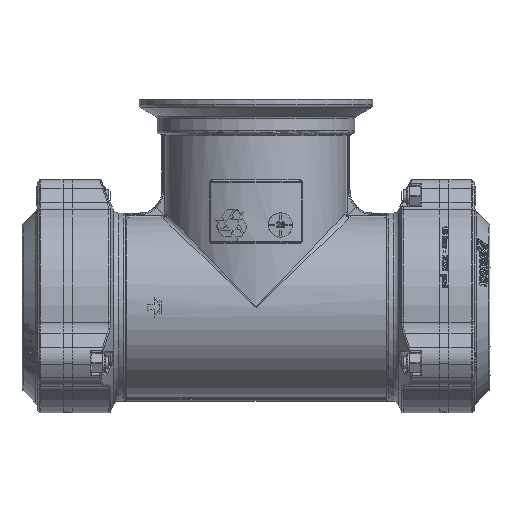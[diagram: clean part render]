
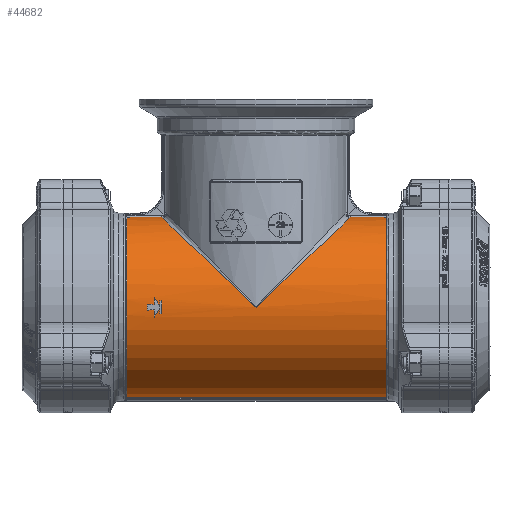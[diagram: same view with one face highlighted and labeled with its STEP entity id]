
A CAD part, front view. The second image highlights one B-rep face of the part: STEP entity #44682.
In plain terms, the highlighted cylindrical face has radius 59.533 mm (diameter 119.067 mm), a partial arc.
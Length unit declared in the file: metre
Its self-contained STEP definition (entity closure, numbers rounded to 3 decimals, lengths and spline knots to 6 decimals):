
#514=ELLIPSE('',#47328,1.157897,0.059533);
#515=ELLIPSE('',#47332,1.253917,0.059533);
#516=ELLIPSE('',#47336,0.069491,0.059533);
#517=ELLIPSE('',#47346,0.069491,0.059533);
#523=ELLIPSE('',#47427,0.08634,0.059533);
#524=ELLIPSE('',#47428,0.08634,0.059533);
#836=CYLINDRICAL_SURFACE('',#47425,0.059533);
#1344=FACE_BOUND('',#12713,.T.);
#1805=LINE('',#67251,#4382);
#1808=LINE('',#67259,#4385);
#1811=LINE('',#67270,#4388);
#1939=LINE('',#68765,#4516);
#1940=LINE('',#68769,#4517);
#4382=VECTOR('',#51453,0.001225);
#4385=VECTOR('',#51462,0.001225);
#4388=VECTOR('',#51477,0.171107);
#4516=VECTOR('',#51761,0.023899);
#4517=VECTOR('',#51766,0.022899);
#10155=FACE_OUTER_BOUND('',#12712,.T.);
#12712=EDGE_LOOP('',(#29804,#29805,#29806,#29807,#29808,#29809,#29810));
#12713=EDGE_LOOP('',(#29811,#29812,#29813,#29814,#29815,#29816,#29817,#29818,
#29819,#29820,#29821,#29822));
#15257=CIRCLE('',#47326,0.059533);
#15258=CIRCLE('',#47330,0.059533);
#15259=CIRCLE('',#47334,0.059533);
#15260=CIRCLE('',#47338,0.059533);
#15261=CIRCLE('',#47341,0.059533);
#15262=CIRCLE('',#47344,0.059533);
#15266=CIRCLE('',#47352,0.059533);
#15304=CIRCLE('',#47426,0.059533);
#17146=VERTEX_POINT('',#63806);
#17263=VERTEX_POINT('',#66454);
#17361=VERTEX_POINT('',#67220);
#17362=VERTEX_POINT('',#67222);
#17363=VERTEX_POINT('',#67226);
#17364=VERTEX_POINT('',#67230);
#17365=VERTEX_POINT('',#67234);
#17366=VERTEX_POINT('',#67238);
#17367=VERTEX_POINT('',#67242);
#17368=VERTEX_POINT('',#67246);
#17369=VERTEX_POINT('',#67250);
#17370=VERTEX_POINT('',#67254);
#17371=VERTEX_POINT('',#67258);
#17372=VERTEX_POINT('',#67262);
#17373=VERTEX_POINT('',#67268);
#17374=VERTEX_POINT('',#67272);
#17526=VERTEX_POINT('',#68762);
#17527=VERTEX_POINT('',#68764);
#17528=VERTEX_POINT('',#68767);
#21981=EDGE_CURVE('',#17361,#17362,#15257,.T.);
#21983=EDGE_CURVE('',#17362,#17363,#514,.T.);
#21985=EDGE_CURVE('',#17363,#17364,#15258,.T.);
#21987=EDGE_CURVE('',#17364,#17365,#515,.T.);
#21989=EDGE_CURVE('',#17365,#17366,#15259,.T.);
#21991=EDGE_CURVE('',#17366,#17367,#516,.T.);
#21993=EDGE_CURVE('',#17367,#17368,#15260,.T.);
#21995=EDGE_CURVE('',#17368,#17369,#1805,.T.);
#21997=EDGE_CURVE('',#17369,#17370,#15261,.T.);
#21999=EDGE_CURVE('',#17370,#17371,#1808,.F.);
#22001=EDGE_CURVE('',#17371,#17372,#15262,.T.);
#22003=EDGE_CURVE('',#17372,#17361,#517,.T.);
#22005=EDGE_CURVE('',#17263,#17373,#1811,.T.);
#22008=EDGE_CURVE('',#17374,#17263,#15266,.T.);
#22251=EDGE_CURVE('',#17373,#17526,#15304,.T.);
#22252=EDGE_CURVE('',#17526,#17527,#1939,.F.);
#22253=EDGE_CURVE('',#17527,#17146,#523,.F.);
#22254=EDGE_CURVE('',#17146,#17528,#524,.T.);
#22255=EDGE_CURVE('',#17528,#17374,#1940,.F.);
#29804=ORIENTED_EDGE('',*,*,#22005,.T.);
#29805=ORIENTED_EDGE('',*,*,#22251,.T.);
#29806=ORIENTED_EDGE('',*,*,#22252,.T.);
#29807=ORIENTED_EDGE('',*,*,#22253,.T.);
#29808=ORIENTED_EDGE('',*,*,#22254,.T.);
#29809=ORIENTED_EDGE('',*,*,#22255,.T.);
#29810=ORIENTED_EDGE('',*,*,#22008,.T.);
#29811=ORIENTED_EDGE('',*,*,#22003,.F.);
#29812=ORIENTED_EDGE('',*,*,#22001,.F.);
#29813=ORIENTED_EDGE('',*,*,#21999,.F.);
#29814=ORIENTED_EDGE('',*,*,#21997,.F.);
#29815=ORIENTED_EDGE('',*,*,#21995,.F.);
#29816=ORIENTED_EDGE('',*,*,#21993,.F.);
#29817=ORIENTED_EDGE('',*,*,#21991,.F.);
#29818=ORIENTED_EDGE('',*,*,#21989,.F.);
#29819=ORIENTED_EDGE('',*,*,#21987,.F.);
#29820=ORIENTED_EDGE('',*,*,#21985,.F.);
#29821=ORIENTED_EDGE('',*,*,#21983,.F.);
#29822=ORIENTED_EDGE('',*,*,#21981,.F.);
#44682=ADVANCED_FACE('',(#10155,#1344),#836,.T.);
#47326=AXIS2_PLACEMENT_3D('',#67223,#51418,#51419);
#47328=AXIS2_PLACEMENT_3D('',#67227,#51423,#51424);
#47330=AXIS2_PLACEMENT_3D('',#67231,#51428,#51429);
#47332=AXIS2_PLACEMENT_3D('',#67235,#51433,#51434);
#47334=AXIS2_PLACEMENT_3D('',#67239,#51438,#51439);
#47336=AXIS2_PLACEMENT_3D('',#67243,#51443,#51444);
#47338=AXIS2_PLACEMENT_3D('',#67247,#51448,#51449);
#47341=AXIS2_PLACEMENT_3D('',#67255,#51457,#51458);
#47344=AXIS2_PLACEMENT_3D('',#67263,#51466,#51467);
#47346=AXIS2_PLACEMENT_3D('',#67266,#51471,#51472);
#47352=AXIS2_PLACEMENT_3D('',#67276,#51484,#51485);
#47425=AXIS2_PLACEMENT_3D('',#68761,#51757,#51758);
#47426=AXIS2_PLACEMENT_3D('',#68763,#51759,#51760);
#47427=AXIS2_PLACEMENT_3D('',#68766,#51762,#51763);
#47428=AXIS2_PLACEMENT_3D('',#68768,#51764,#51765);
#51418=DIRECTION('center_axis',(1.,0.,0.));
#51419=DIRECTION('ref_axis',(0.,0.,1.));
#51423=DIRECTION('center_axis',(-0.051,0.,
-0.999));
#51424=DIRECTION('ref_axis',(0.999,0.,-0.051));
#51428=DIRECTION('center_axis',(1.,0.,0.));
#51429=DIRECTION('ref_axis',(0.,0.,
1.));
#51433=DIRECTION('center_axis',(-0.047,0.,
0.999));
#51434=DIRECTION('ref_axis',(0.999,0.,0.047));
#51438=DIRECTION('center_axis',(1.,0.,0.));
#51439=DIRECTION('ref_axis',(0.,0.,
1.));
#51443=DIRECTION('center_axis',(-0.857,0.,
0.516));
#51444=DIRECTION('ref_axis',(0.516,0.,0.857));
#51448=DIRECTION('center_axis',(1.,0.,0.));
#51449=DIRECTION('ref_axis',(0.,0.,
1.));
#51453=DIRECTION('',(1.,0.,0.));
#51457=DIRECTION('center_axis',(-1.,0.,0.));
#51458=DIRECTION('ref_axis',(0.,0.,-1.));
#51462=DIRECTION('',(1.,0.,0.));
#51466=DIRECTION('center_axis',(1.,0.,0.));
#51467=DIRECTION('ref_axis',(0.,0.,
1.));
#51471=DIRECTION('center_axis',(-0.857,0.,
-0.516));
#51472=DIRECTION('ref_axis',(0.516,0.,-0.857));
#51477=DIRECTION('',(1.,0.,0.));
#51484=DIRECTION('center_axis',(1.,0.,0.));
#51485=DIRECTION('ref_axis',(0.,1.,0.));
#51757=DIRECTION('center_axis',(1.,0.,0.));
#51758=DIRECTION('ref_axis',(0.,0.,
-1.));
#51759=DIRECTION('center_axis',(-1.,0.,0.));
#51760=DIRECTION('ref_axis',(0.,-1.,0.));
#51761=DIRECTION('',(1.,0.,0.));
#51762=DIRECTION('center_axis',(-0.69,0.,
0.724));
#51763=DIRECTION('ref_axis',(0.724,0.,0.69));
#51764=DIRECTION('center_axis',(-0.69,0.,
-0.724));
#51765=DIRECTION('ref_axis',(0.724,0.,-0.69));
#51766=DIRECTION('',(1.,0.,0.));
#63806=CARTESIAN_POINT('',(0.,-0.059533,-0.127063));
#66454=CARTESIAN_POINT('',(-0.085054,-0.006542,-0.186236));
#67220=CARTESIAN_POINT('',(-0.066963,-0.059164,-0.12044));
#67222=CARTESIAN_POINT('',(-0.066963,-0.059509,-0.125361));
#67223=CARTESIAN_POINT('Origin',(-0.066963,0.,
-0.127063));
#67226=CARTESIAN_POINT('',(-0.071714,-0.059501,-0.125116));
#67227=CARTESIAN_POINT('Origin',(-0.033897,0.,
-0.127063));
#67230=CARTESIAN_POINT('',(-0.071714,-0.059502,-0.128991));
#67231=CARTESIAN_POINT('Origin',(-0.071714,0.,
-0.127063));
#67234=CARTESIAN_POINT('',(-0.066963,-0.059509,-0.128766));
#67235=CARTESIAN_POINT('Origin',(-0.031147,0.,
-0.127063));
#67238=CARTESIAN_POINT('',(-0.066963,-0.059164,-0.133687));
#67239=CARTESIAN_POINT('Origin',(-0.066963,0.,
-0.127063));
#67242=CARTESIAN_POINT('',(-0.063288,-0.059531,-0.127583));
#67243=CARTESIAN_POINT('Origin',(-0.062975,0.,
-0.127063));
#67246=CARTESIAN_POINT('',(-0.063288,-0.059388,-0.131226));
#67247=CARTESIAN_POINT('Origin',(-0.063288,0.,
-0.127063));
#67250=CARTESIAN_POINT('',(-0.062063,-0.059388,-0.131226));
#67251=CARTESIAN_POINT('',(-0.063288,-0.059388,-0.131226));
#67254=CARTESIAN_POINT('',(-0.062063,-0.059388,-0.1229));
#67255=CARTESIAN_POINT('Origin',(-0.062063,0.,
-0.127063));
#67258=CARTESIAN_POINT('',(-0.063288,-0.059388,-0.1229));
#67259=CARTESIAN_POINT('',(-0.063288,-0.059388,-0.1229));
#67262=CARTESIAN_POINT('',(-0.063288,-0.059531,-0.126543));
#67263=CARTESIAN_POINT('Origin',(-0.063288,0.,
-0.127063));
#67266=CARTESIAN_POINT('Origin',(-0.062975,0.,
-0.127063));
#67268=CARTESIAN_POINT('',(0.086054,-0.006542,-0.186236));
#67270=CARTESIAN_POINT('',(-0.085054,-0.006542,-0.186236));
#67272=CARTESIAN_POINT('',(-0.085054,-0.006542,-0.067891));
#67276=CARTESIAN_POINT('Origin',(-0.085054,0.,
-0.127063));
#68761=CARTESIAN_POINT('Origin',(0.062138,0.,
-0.127063));
#68762=CARTESIAN_POINT('',(0.086054,-0.006542,-0.067891));
#68763=CARTESIAN_POINT('Origin',(0.086054,0.,
-0.127063));
#68764=CARTESIAN_POINT('',(0.062155,-0.006542,-0.067891));
#68765=CARTESIAN_POINT('',(0.062155,-0.006542,-0.067891));
#68766=CARTESIAN_POINT('Origin',(0.,0.,
-0.127063));
#68767=CARTESIAN_POINT('',(-0.062155,-0.006542,-0.067891));
#68768=CARTESIAN_POINT('Origin',(0.,0.,
-0.127063));
#68769=CARTESIAN_POINT('',(-0.085054,-0.006542,-0.067891));
